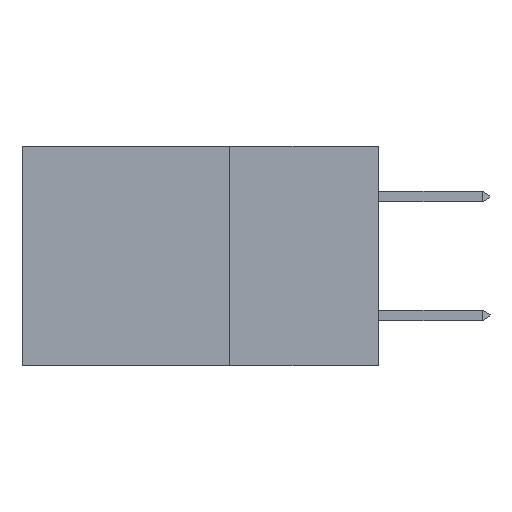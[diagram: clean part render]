
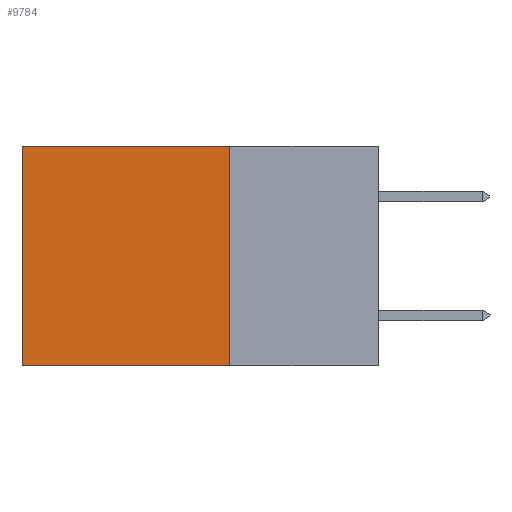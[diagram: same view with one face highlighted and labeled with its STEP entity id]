
A CAD part, left-side view. The second image highlights one B-rep face of the part: STEP entity #9784.
In plain terms, the highlighted planar face has unit normal (-1, 0, 0).
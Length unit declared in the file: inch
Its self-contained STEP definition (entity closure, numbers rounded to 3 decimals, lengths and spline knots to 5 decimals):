
#1088 = VECTOR ( 'NONE', #8556, 39.37008 ) ;
#1204 = ORIENTED_EDGE ( 'NONE', *, *, #3007, .F. ) ;
#1239 = CARTESIAN_POINT ( 'NONE',  ( 0.298, 0.25, 0. ) ) ;
#2146 = LINE ( 'NONE', #15253, #19249 ) ;
#2528 = EDGE_CURVE ( 'NONE', #8354, #16839, #2146, .T. ) ;
#2568 = LINE ( 'NONE', #16932, #3050 ) ;
#3007 = EDGE_CURVE ( 'NONE', #4029, #18949, #4449, .T. ) ;
#3050 = VECTOR ( 'NONE', #7810, 39.37008 ) ;
#3720 = CARTESIAN_POINT ( 'NONE',  ( 0.298, 0.6, 0. ) ) ;
#3764 = EDGE_CURVE ( 'NONE', #4029, #8354, #2568, .T. ) ;
#4029 = VERTEX_POINT ( 'NONE', #1239 ) ;
#4449 = LINE ( 'NONE', #9359, #11622 ) ;
#4883 = FACE_OUTER_BOUND ( 'NONE', #17537, .T. ) ;
#4991 = DIRECTION ( 'NONE',  ( 0., 0., -1. ) ) ;
#5116 = LINE ( 'NONE', #16023, #1088 ) ;
#6018 = CARTESIAN_POINT ( 'NONE',  ( 0.298, 0.25, -0.37 ) ) ;
#6738 = CARTESIAN_POINT ( 'NONE',  ( 0.298, 0.25, 0. ) ) ;
#7810 = DIRECTION ( 'NONE',  ( 0., 1., 0. ) ) ;
#8354 = VERTEX_POINT ( 'NONE', #3720 ) ;
#8398 = PLANE ( 'NONE',  #15538 ) ;
#8556 = DIRECTION ( 'NONE',  ( 0., 1., 0. ) ) ;
#9359 = CARTESIAN_POINT ( 'NONE',  ( 0.298, 0.25, 0. ) ) ;
#9784 = ADVANCED_FACE ( 'NONE', ( #4883 ), #8398, .F. ) ;
#10252 = CARTESIAN_POINT ( 'NONE',  ( 0.298, 0.6, -0.37 ) ) ;
#11460 = DIRECTION ( 'NONE',  ( 1., 0., 0. ) ) ;
#11622 = VECTOR ( 'NONE', #4991, 39.37008 ) ;
#12413 = ORIENTED_EDGE ( 'NONE', *, *, #3764, .T. ) ;
#13733 = DIRECTION ( 'NONE',  ( 0., 0., -1. ) ) ;
#13757 = EDGE_CURVE ( 'NONE', #18949, #16839, #5116, .T. ) ;
#15195 = ORIENTED_EDGE ( 'NONE', *, *, #13757, .F. ) ;
#15253 = CARTESIAN_POINT ( 'NONE',  ( 0.298, 0.6, 0. ) ) ;
#15538 = AXIS2_PLACEMENT_3D ( 'NONE', #6738, #11460, #19039 ) ;
#16023 = CARTESIAN_POINT ( 'NONE',  ( 0.298, 0.25, -0.37 ) ) ;
#16839 = VERTEX_POINT ( 'NONE', #10252 ) ;
#16932 = CARTESIAN_POINT ( 'NONE',  ( 0.298, 0.25, 0. ) ) ;
#17537 = EDGE_LOOP ( 'NONE', ( #19005, #15195, #1204, #12413 ) ) ;
#18949 = VERTEX_POINT ( 'NONE', #6018 ) ;
#19005 = ORIENTED_EDGE ( 'NONE', *, *, #2528, .T. ) ;
#19039 = DIRECTION ( 'NONE',  ( 0., 0., -1. ) ) ;
#19249 = VECTOR ( 'NONE', #13733, 39.37008 ) ;
